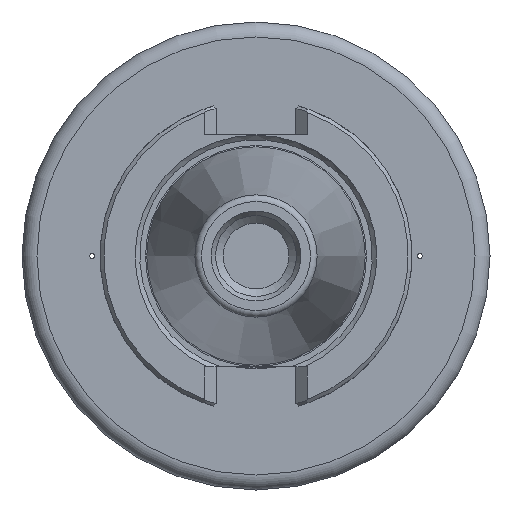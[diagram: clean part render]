
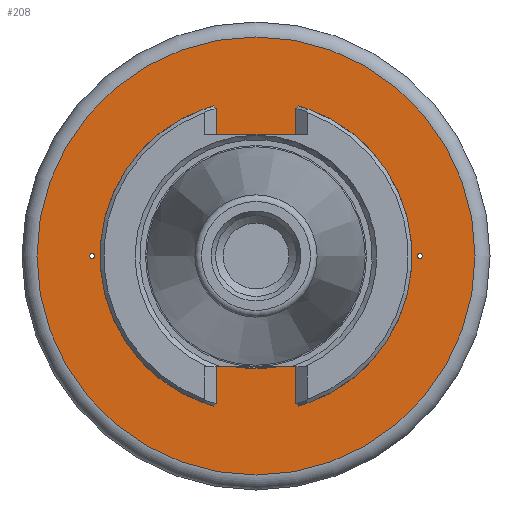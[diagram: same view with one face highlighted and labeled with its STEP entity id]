
A CAD part, left-side view. The second image highlights one B-rep face of the part: STEP entity #208.
In plain terms, the highlighted planar face has unit normal (-1, 0, 0).
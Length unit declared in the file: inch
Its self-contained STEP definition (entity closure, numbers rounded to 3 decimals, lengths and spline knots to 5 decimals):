
#135=CARTESIAN_POINT('',(1.38,0.905,0.));
#136=VERTEX_POINT('',#135);
#137=CARTESIAN_POINT('',(1.38,0.,0.0));
#138=DIRECTION('',(-1.0,0.0,0.0));
#139=DIRECTION('',(0.0,-1.0,0.0));
#140=AXIS2_PLACEMENT_3D('',#137,#138,#139);
#141=CIRCLE('',#140,0.905);
#142=EDGE_CURVE('',#136,#136,#141,.T.);
#167=CARTESIAN_POINT('',(1.38,0.9375,0.0));
#168=DIRECTION('',(-1.0,0.0,0.0));
#169=DIRECTION('',(0.0,0.0,1.0));
#170=AXIS2_PLACEMENT_3D('',#167,#168,#169);
#171=PLANE('',#170);
#172=CARTESIAN_POINT('',(1.38,1.755,0.0));
#173=VERTEX_POINT('',#172);
#174=CARTESIAN_POINT('',(1.38,0.,0.0));
#175=DIRECTION('',(1.0,0.0,0.0));
#176=DIRECTION('',(0.0,-1.0,0.0));
#177=AXIS2_PLACEMENT_3D('',#174,#175,#176);
#178=CIRCLE('',#177,1.755);
#179=EDGE_CURVE('',#173,#173,#178,.T.);
#180=ORIENTED_EDGE('',*,*,#179,.F.);
#181=EDGE_LOOP('',(#180));
#182=FACE_OUTER_BOUND('',#181,.T.);
#183=CARTESIAN_POINT('',(1.38,1.312,0.01932));
#184=VERTEX_POINT('',#183);
#185=CARTESIAN_POINT('',(1.38,1.312,0.0));
#186=DIRECTION('',(1.0,0.0,0.0));
#187=DIRECTION('',(0.0,0.0,-1.0));
#188=AXIS2_PLACEMENT_3D('',#185,#186,#187);
#189=CIRCLE('',#188,0.01932);
#190=EDGE_CURVE('',#184,#184,#189,.T.);
#191=ORIENTED_EDGE('',*,*,#190,.T.);
#192=EDGE_LOOP('',(#191));
#193=FACE_BOUND('',#192,.T.);
#194=CARTESIAN_POINT('',(1.38,-1.312,0.01932));
#195=VERTEX_POINT('',#194);
#196=CARTESIAN_POINT('',(1.38,-1.312,0.0));
#197=DIRECTION('',(1.0,0.0,0.0));
#198=DIRECTION('',(0.0,0.0,-1.0));
#199=AXIS2_PLACEMENT_3D('',#196,#197,#198);
#200=CIRCLE('',#199,0.01932);
#201=EDGE_CURVE('',#195,#195,#200,.T.);
#202=ORIENTED_EDGE('',*,*,#201,.T.);
#203=EDGE_LOOP('',(#202));
#204=FACE_BOUND('',#203,.T.);
#205=ORIENTED_EDGE('',*,*,#142,.F.);
#206=EDGE_LOOP('',(#205));
#207=FACE_BOUND('',#206,.T.);
#208=ADVANCED_FACE('',(#182,#193,#204,#207),#171,.T.);
